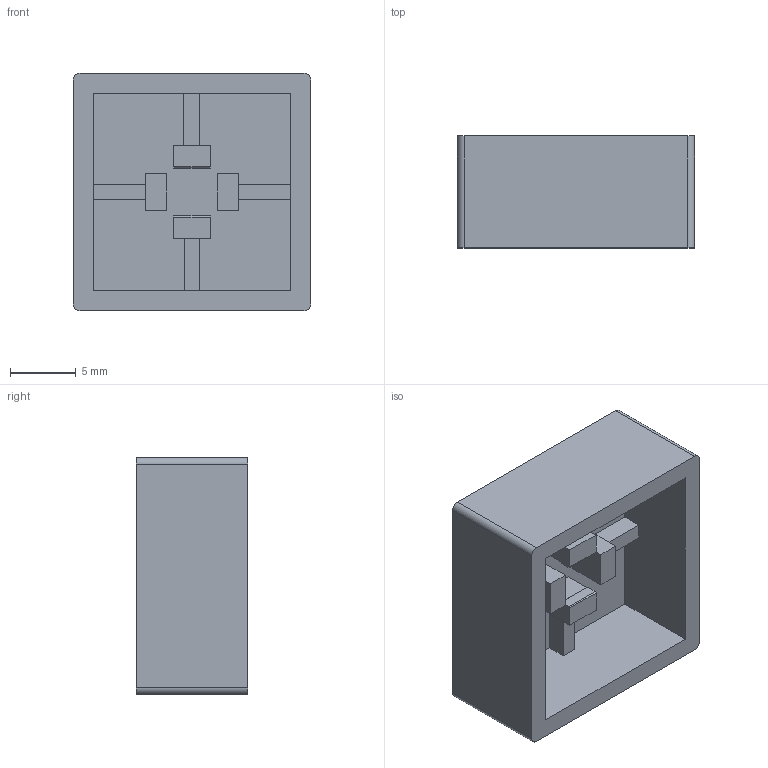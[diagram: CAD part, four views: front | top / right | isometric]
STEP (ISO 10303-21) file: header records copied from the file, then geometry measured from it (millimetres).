
FILE_DESCRIPTION(/* description */ (''),/* implementation_level */ '2;1');
FILE_NAME(/* name */ 'stop v2.step',/* time_stamp */ '2023-03-03T21:59:02+01:00',/* author */ (''),/* organization */ (''),/* preprocessor_version */ 'ST-DEVELOPER v19.2',/* originating_system */ 'Autodesk Translation Framework v11.17.0.187',/* authorisation */ '');
FILE_SCHEMA (('AUTOMOTIVE_DESIGN { 1 0 10303 214 3 1 1 }'));
Length unit declared in the file: millimetre
Products named in the file (1): tasto_base
Bounding box: 18 x 8.5 x 18 mm (x, y, z)
Volume: 1249.8 mm3; surface area: 1899 mm2
Topology: 1 solids, 1 shells, 68 faces, 186 edges, 124 vertices
Faces by surface type: plane 56, bspline 8, cylinder 4
Entity records: 2175 total; most frequent: CARTESIAN_POINT 483, ORIENTED_EDGE 372, DIRECTION 300, EDGE_CURVE 186, LINE 162, VECTOR 162, VERTEX_POINT 124, EDGE_LOOP 72
